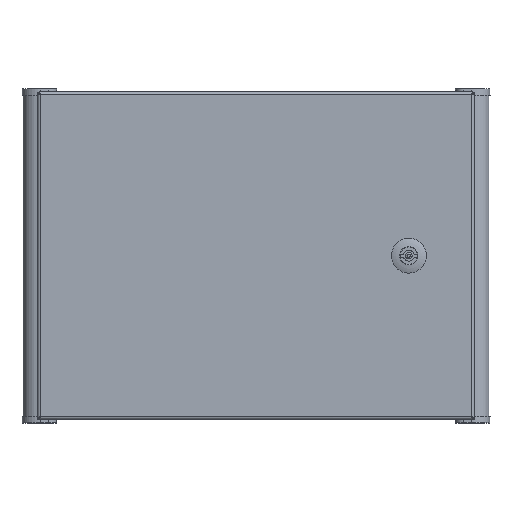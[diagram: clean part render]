
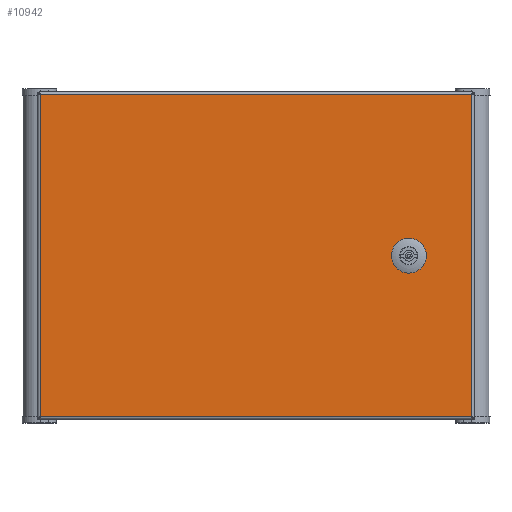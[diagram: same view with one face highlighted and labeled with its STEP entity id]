
A CAD part, top view. The second image highlights one B-rep face of the part: STEP entity #10942.
In plain terms, the highlighted face is planar.
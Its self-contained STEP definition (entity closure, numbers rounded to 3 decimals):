
#485 = CARTESIAN_POINT ( 'NONE',  ( -200., 150., 0. ) ) ;
#705 = DIRECTION ( 'NONE',  ( 0., 1., 0. ) ) ;
#1628 = CARTESIAN_POINT ( 'NONE',  ( 197.5, 147.5, 0. ) ) ;
#1647 = LINE ( 'NONE', #31662, #9089 ) ;
#1653 = ORIENTED_EDGE ( 'NONE', *, *, #5490, .F. ) ;
#1975 = CARTESIAN_POINT ( 'NONE',  ( 129.95, 5.056, 0. ) ) ;
#2132 = EDGE_LOOP ( 'NONE', ( #12230, #26896, #13089, #8542, #30374, #14903, #8895, #1653 ) ) ;
#2273 = VERTEX_POINT ( 'NONE', #19422 ) ;
#2719 = VECTOR ( 'NONE', #705, 1000. ) ;
#3274 = DIRECTION ( 'NONE',  ( 1., 0., 0. ) ) ;
#3685 = PLANE ( 'NONE',  #9396 ) ;
#4108 = VERTEX_POINT ( 'NONE', #31044 ) ;
#4671 = FACE_OUTER_BOUND ( 'NONE', #30277, .T. ) ;
#5490 = EDGE_CURVE ( 'NONE', #12558, #2273, #37056, .T. ) ;
#5636 = AXIS2_PLACEMENT_3D ( 'NONE', #39196, #38922, #7209 ) ;
#5646 = CARTESIAN_POINT ( 'NONE',  ( -197.5, 147.5, 0. ) ) ;
#6458 = VERTEX_POINT ( 'NONE', #1975 ) ;
#7209 = DIRECTION ( 'NONE',  ( -1., 0., 0. ) ) ;
#8542 = ORIENTED_EDGE ( 'NONE', *, *, #16127, .F. ) ;
#8709 = CARTESIAN_POINT ( 'NONE',  ( -198.743, 147.5, 0. ) ) ;
#8869 = EDGE_CURVE ( 'NONE', #37873, #17318, #27279, .T. ) ;
#8895 = ORIENTED_EDGE ( 'NONE', *, *, #35888, .F. ) ;
#9040 = EDGE_CURVE ( 'NONE', #28978, #40242, #17716, .T. ) ;
#9089 = VECTOR ( 'NONE', #22022, 1000. ) ;
#9396 = AXIS2_PLACEMENT_3D ( 'NONE', #485, #13071, #3274 ) ;
#9974 = VECTOR ( 'NONE', #29029, 1000. ) ;
#10138 = FACE_BOUND ( 'NONE', #2132, .T. ) ;
#10637 = CARTESIAN_POINT ( 'NONE',  ( 150.05, -5.056, 0. ) ) ;
#10749 = CIRCLE ( 'NONE', #23753, 11.25 ) ;
#10942 = ADVANCED_FACE ( 'NONE', ( #10138, #4671 ), #3685, .F. ) ;
#10983 = CARTESIAN_POINT ( 'NONE',  ( 197.5, -147.5, 0. ) ) ;
#11678 = CARTESIAN_POINT ( 'NONE',  ( 134.944, -10.05, 0. ) ) ;
#11688 = AXIS2_PLACEMENT_3D ( 'NONE', #14398, #24454, #20939 ) ;
#11920 = EDGE_CURVE ( 'NONE', #40242, #37873, #12138, .T. ) ;
#11940 = VERTEX_POINT ( 'NONE', #30670 ) ;
#12138 = LINE ( 'NONE', #8709, #32597 ) ;
#12230 = ORIENTED_EDGE ( 'NONE', *, *, #16855, .F. ) ;
#12309 = DIRECTION ( 'NONE',  ( -1., 0., 0. ) ) ;
#12558 = VERTEX_POINT ( 'NONE', #11678 ) ;
#12900 = ORIENTED_EDGE ( 'NONE', *, *, #11920, .T. ) ;
#13071 = DIRECTION ( 'NONE',  ( 0., 0., 1. ) ) ;
#13089 = ORIENTED_EDGE ( 'NONE', *, *, #27679, .F. ) ;
#13485 = CARTESIAN_POINT ( 'NONE',  ( 145.056, -10.05, 0. ) ) ;
#13545 = LINE ( 'NONE', #20214, #40988 ) ;
#14164 = ORIENTED_EDGE ( 'NONE', *, *, #8869, .T. ) ;
#14398 = CARTESIAN_POINT ( 'NONE',  ( 140., 0., 0. ) ) ;
#14897 = DIRECTION ( 'NONE',  ( 1., 0., 0. ) ) ;
#14903 = ORIENTED_EDGE ( 'NONE', *, *, #33871, .F. ) ;
#16047 = CARTESIAN_POINT ( 'NONE',  ( 145.056, 10.05, 0. ) ) ;
#16127 = EDGE_CURVE ( 'NONE', #16419, #4108, #10749, .T. ) ;
#16419 = VERTEX_POINT ( 'NONE', #36553 ) ;
#16612 = CARTESIAN_POINT ( 'NONE',  ( -197.5, -148.743, 0. ) ) ;
#16665 = DIRECTION ( 'NONE',  ( -1., 0., 0. ) ) ;
#16667 = DIRECTION ( 'NONE',  ( 0., 0., -1. ) ) ;
#16855 = EDGE_CURVE ( 'NONE', #11940, #12558, #23777, .T. ) ;
#17012 = CARTESIAN_POINT ( 'NONE',  ( 134.944, 10.05, 0. ) ) ;
#17272 = VECTOR ( 'NONE', #16665, 1000. ) ;
#17318 = VERTEX_POINT ( 'NONE', #10983 ) ;
#17716 = LINE ( 'NONE', #16612, #2719 ) ;
#19137 = CARTESIAN_POINT ( 'NONE',  ( 129.95, 5.056, 0. ) ) ;
#19422 = CARTESIAN_POINT ( 'NONE',  ( 129.95, -5.056, 0. ) ) ;
#20214 = CARTESIAN_POINT ( 'NONE',  ( 198.743, -147.5, 0. ) ) ;
#20939 = DIRECTION ( 'NONE',  ( -1., 0., 0. ) ) ;
#21437 = EDGE_CURVE ( 'NONE', #23508, #16419, #21487, .T. ) ;
#21487 = LINE ( 'NONE', #16047, #9974 ) ;
#21545 = EDGE_CURVE ( 'NONE', #26562, #11940, #33473, .T. ) ;
#22022 = DIRECTION ( 'NONE',  ( 0., -1., 0. ) ) ;
#22773 = DIRECTION ( 'NONE',  ( 0., 1., 0. ) ) ;
#23508 = VERTEX_POINT ( 'NONE', #17012 ) ;
#23753 = AXIS2_PLACEMENT_3D ( 'NONE', #37690, #24715, #12309 ) ;
#23777 = LINE ( 'NONE', #13485, #17272 ) ;
#23786 = CIRCLE ( 'NONE', #11688, 11.25 ) ;
#23920 = DIRECTION ( 'NONE',  ( 0., -1., 0. ) ) ;
#24454 = DIRECTION ( 'NONE',  ( 0., 0., -1. ) ) ;
#24715 = DIRECTION ( 'NONE',  ( 0., 0., -1. ) ) ;
#26562 = VERTEX_POINT ( 'NONE', #10637 ) ;
#26660 = DIRECTION ( 'NONE',  ( -1., 0., 0. ) ) ;
#26896 = ORIENTED_EDGE ( 'NONE', *, *, #21545, .F. ) ;
#27279 = LINE ( 'NONE', #40240, #33752 ) ;
#27679 = EDGE_CURVE ( 'NONE', #4108, #26562, #1647, .T. ) ;
#28668 = VECTOR ( 'NONE', #22773, 1000. ) ;
#28978 = VERTEX_POINT ( 'NONE', #29361 ) ;
#29029 = DIRECTION ( 'NONE',  ( 1., 0., 0. ) ) ;
#29361 = CARTESIAN_POINT ( 'NONE',  ( -197.5, -147.5, 0. ) ) ;
#30277 = EDGE_LOOP ( 'NONE', ( #37643, #39806, #12900, #14164 ) ) ;
#30374 = ORIENTED_EDGE ( 'NONE', *, *, #21437, .F. ) ;
#30670 = CARTESIAN_POINT ( 'NONE',  ( 145.056, -10.05, 0. ) ) ;
#31044 = CARTESIAN_POINT ( 'NONE',  ( 150.05, 5.056, 0. ) ) ;
#31662 = CARTESIAN_POINT ( 'NONE',  ( 150.05, 5.056, 0. ) ) ;
#32597 = VECTOR ( 'NONE', #14897, 1000. ) ;
#33473 = CIRCLE ( 'NONE', #5636, 11.25 ) ;
#33752 = VECTOR ( 'NONE', #23920, 1000. ) ;
#33871 = EDGE_CURVE ( 'NONE', #6458, #23508, #23786, .T. ) ;
#35410 = CARTESIAN_POINT ( 'NONE',  ( 140., 0., 0. ) ) ;
#35888 = EDGE_CURVE ( 'NONE', #2273, #6458, #39156, .T. ) ;
#36553 = CARTESIAN_POINT ( 'NONE',  ( 145.056, 10.05, 0. ) ) ;
#37056 = CIRCLE ( 'NONE', #37549, 11.25 ) ;
#37549 = AXIS2_PLACEMENT_3D ( 'NONE', #35410, #16667, #39026 ) ;
#37643 = ORIENTED_EDGE ( 'NONE', *, *, #38875, .T. ) ;
#37690 = CARTESIAN_POINT ( 'NONE',  ( 140., 0., 0. ) ) ;
#37873 = VERTEX_POINT ( 'NONE', #1628 ) ;
#38875 = EDGE_CURVE ( 'NONE', #17318, #28978, #13545, .T. ) ;
#38922 = DIRECTION ( 'NONE',  ( 0., 0., -1. ) ) ;
#39026 = DIRECTION ( 'NONE',  ( -1., 0., 0. ) ) ;
#39156 = LINE ( 'NONE', #19137, #28668 ) ;
#39196 = CARTESIAN_POINT ( 'NONE',  ( 140., 0., 0. ) ) ;
#39806 = ORIENTED_EDGE ( 'NONE', *, *, #9040, .T. ) ;
#40240 = CARTESIAN_POINT ( 'NONE',  ( 197.5, 148.743, 0. ) ) ;
#40242 = VERTEX_POINT ( 'NONE', #5646 ) ;
#40988 = VECTOR ( 'NONE', #26660, 1000. ) ;
